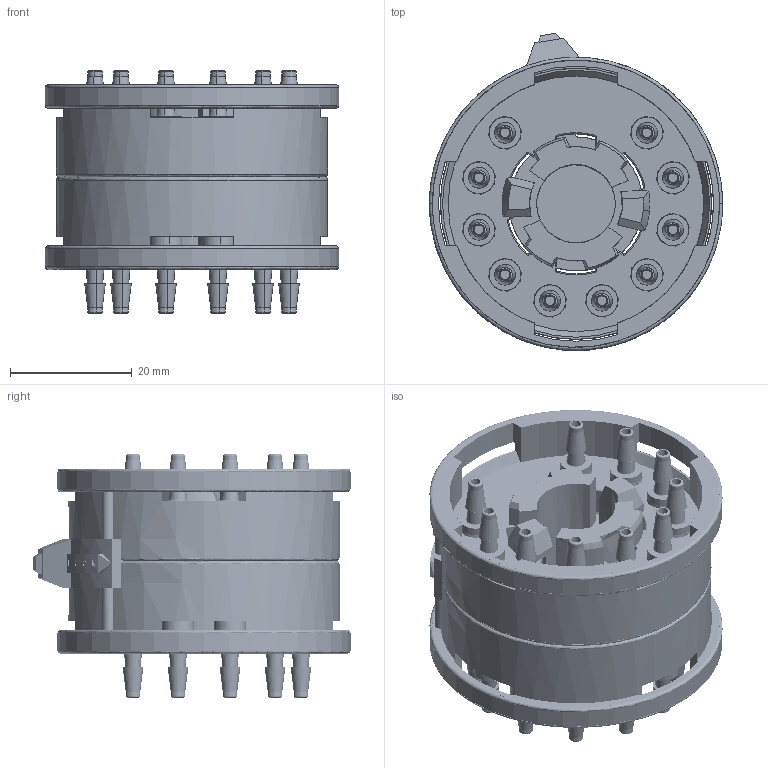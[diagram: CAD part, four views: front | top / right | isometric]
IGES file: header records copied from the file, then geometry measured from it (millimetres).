
Start section: SolidWorks IGES file using analytic representation for surfaces
Global section: file name: E-Q-160591.IGS; native system: SolidWorks 2017; preprocessor: SolidWorks 2017; author: wtsang; date: 170530.112702; units: millimetre
Bounding box: 48.2 x 52.14 x 40 mm (x, y, z)
Surface area: 29117.3 mm2 (no closed solid volume)
Topology: 0 solids, 0 shells, 1724 faces, 19053 edges, 18986 vertices
Faces by surface type: bspline 966, revolution 758
